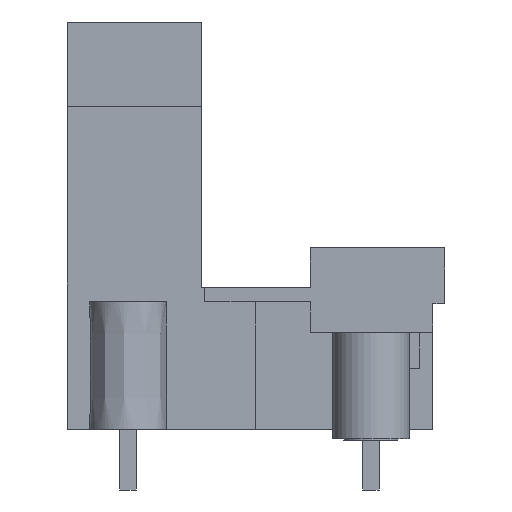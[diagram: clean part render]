
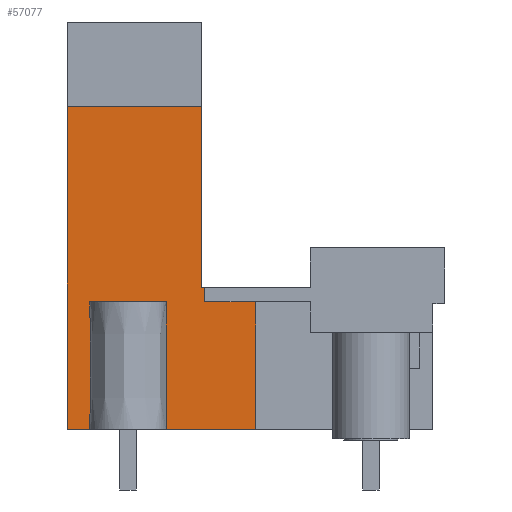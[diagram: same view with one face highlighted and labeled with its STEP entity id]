
A CAD part, left-side view. The second image highlights one B-rep face of the part: STEP entity #57077.
In plain terms, the highlighted planar face has unit normal (-1, 0, 0).
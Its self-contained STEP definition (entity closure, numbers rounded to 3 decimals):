
#57050=AXIS2_PLACEMENT_3D('Plane Axis2P3D',#57047,#57048,#57049) ;
#7667=CARTESIAN_POINT('Vertex',(3.84,15.24,24.06)) ;
#7670=CARTESIAN_POINT('Line Origine',(3.84,15.24,18.38)) ;
#7674=CARTESIAN_POINT('Vertex',(3.84,15.24,12.7)) ;
#8827=CARTESIAN_POINT('Line Origine',(3.84,15.84,24.06)) ;
#8831=CARTESIAN_POINT('Vertex',(3.84,16.44,24.06)) ;
#8838=CARTESIAN_POINT('Vertex',(3.84,23.67,24.06)) ;
#8841=CARTESIAN_POINT('Line Origine',(3.84,20.055,24.06)) ;
#9097=CARTESIAN_POINT('Line Origine',(3.84,15.14,12.7)) ;
#9101=CARTESIAN_POINT('Vertex',(3.84,15.04,12.7)) ;
#9573=CARTESIAN_POINT('Vertex',(3.84,21.887,3.8)) ;
#9599=CARTESIAN_POINT('Vertex',(3.84,21.887,11.8)) ;
#9602=CARTESIAN_POINT('Line Origine',(3.84,21.887,3.8)) ;
#9631=CARTESIAN_POINT('Vertex',(3.84,17.853,3.8)) ;
#9634=CARTESIAN_POINT('Line Origine',(3.84,17.853,3.8)) ;
#9638=CARTESIAN_POINT('Vertex',(3.84,17.853,11.8)) ;
#9665=CARTESIAN_POINT('Vertex',(3.84,11.84,3.8)) ;
#9681=CARTESIAN_POINT('Vertex',(3.84,11.84,11.8)) ;
#9684=CARTESIAN_POINT('Line Origine',(3.84,11.84,7.8)) ;
#11357=CARTESIAN_POINT('Line Origine',(3.84,19.87,11.8)) ;
#11391=CARTESIAN_POINT('Vertex',(3.84,15.04,11.8)) ;
#11394=CARTESIAN_POINT('Line Origine',(3.84,13.44,11.8)) ;
#11418=CARTESIAN_POINT('Line Origine',(3.84,15.04,12.25)) ;
#55363=CARTESIAN_POINT('Vertex',(3.84,23.67,3.8)) ;
#55366=CARTESIAN_POINT('Line Origine',(3.84,23.67,13.93)) ;
#57047=CARTESIAN_POINT('Axis2P3D Location',(3.84,23.67,3.2)) ;
#57052=CARTESIAN_POINT('Line Origine',(3.84,22.779,3.8)) ;
#57057=CARTESIAN_POINT('Line Origine',(3.84,14.846,3.8)) ;
#7671=DIRECTION('Vector Direction',(0.,0.,1.)) ;
#8828=DIRECTION('Vector Direction',(0.,-1.,0.)) ;
#8842=DIRECTION('Vector Direction',(0.,1.,0.)) ;
#9098=DIRECTION('Vector Direction',(0.,-1.,0.)) ;
#9603=DIRECTION('Vector Direction',(0.,0.,1.)) ;
#9635=DIRECTION('Vector Direction',(0.,0.,1.)) ;
#9685=DIRECTION('Vector Direction',(0.,0.,1.)) ;
#11358=DIRECTION('Vector Direction',(0.,1.,0.)) ;
#11395=DIRECTION('Vector Direction',(0.,1.,0.)) ;
#11419=DIRECTION('Vector Direction',(0.,0.,-1.)) ;
#55367=DIRECTION('Vector Direction',(0.,0.,1.)) ;
#57048=DIRECTION('Axis2P3D Direction',(-1.,0.,0.)) ;
#57049=DIRECTION('Axis2P3D XDirection',(0.,-1.,0.)) ;
#57053=DIRECTION('Vector Direction',(0.,1.,0.)) ;
#57058=DIRECTION('Vector Direction',(0.,-1.,0.)) ;
#7672=VECTOR('Line Direction',#7671,1.) ;
#8829=VECTOR('Line Direction',#8828,1.) ;
#8843=VECTOR('Line Direction',#8842,1.) ;
#9099=VECTOR('Line Direction',#9098,1.) ;
#9604=VECTOR('Line Direction',#9603,1.) ;
#9636=VECTOR('Line Direction',#9635,1.) ;
#9686=VECTOR('Line Direction',#9685,1.) ;
#11359=VECTOR('Line Direction',#11358,1.) ;
#11396=VECTOR('Line Direction',#11395,1.) ;
#11420=VECTOR('Line Direction',#11419,1.) ;
#55368=VECTOR('Line Direction',#55367,1.) ;
#57054=VECTOR('Line Direction',#57053,1.) ;
#57059=VECTOR('Line Direction',#57058,1.) ;
#57063=ORIENTED_EDGE('',*,*,#8845,.T.) ;
#57064=ORIENTED_EDGE('',*,*,#55370,.T.) ;
#57065=ORIENTED_EDGE('',*,*,#57056,.F.) ;
#57066=ORIENTED_EDGE('',*,*,#9606,.T.) ;
#57067=ORIENTED_EDGE('',*,*,#11361,.F.) ;
#57068=ORIENTED_EDGE('',*,*,#9640,.F.) ;
#57069=ORIENTED_EDGE('',*,*,#57061,.T.) ;
#57070=ORIENTED_EDGE('',*,*,#9688,.T.) ;
#57071=ORIENTED_EDGE('',*,*,#11398,.T.) ;
#57072=ORIENTED_EDGE('',*,*,#11422,.F.) ;
#57073=ORIENTED_EDGE('',*,*,#9103,.F.) ;
#57074=ORIENTED_EDGE('',*,*,#7676,.T.) ;
#57075=ORIENTED_EDGE('',*,*,#8833,.T.) ;
#57077=ADVANCED_FACE('HOUSING',(#57076),#57051,.T.) ;
#7676=EDGE_CURVE('',#7675,#7668,#7673,.T.) ;
#8833=EDGE_CURVE('',#7668,#8832,#8830,.F.) ;
#8845=EDGE_CURVE('',#8832,#8839,#8844,.T.) ;
#9103=EDGE_CURVE('',#7675,#9102,#9100,.T.) ;
#9606=EDGE_CURVE('',#9574,#9600,#9605,.T.) ;
#9640=EDGE_CURVE('',#9632,#9639,#9637,.T.) ;
#9688=EDGE_CURVE('',#9666,#9682,#9687,.T.) ;
#11361=EDGE_CURVE('',#9639,#9600,#11360,.T.) ;
#11398=EDGE_CURVE('',#9682,#11392,#11397,.T.) ;
#11422=EDGE_CURVE('',#9102,#11392,#11421,.T.) ;
#55370=EDGE_CURVE('',#8839,#55364,#55369,.F.) ;
#57056=EDGE_CURVE('',#9574,#55364,#57055,.T.) ;
#57061=EDGE_CURVE('',#9632,#9666,#57060,.T.) ;
#57062=EDGE_LOOP('',(#57063,#57064,#57065,#57066,#57067,#57068,#57069,#57070,#57071,#57072,#57073,#57074,#57075)) ;
#57076=FACE_OUTER_BOUND('',#57062,.T.) ;
#7673=LINE('Line',#7670,#7672) ;
#8830=LINE('Line',#8827,#8829) ;
#8844=LINE('Line',#8841,#8843) ;
#9100=LINE('Line',#9097,#9099) ;
#9605=LINE('Line',#9602,#9604) ;
#9637=LINE('Line',#9634,#9636) ;
#9687=LINE('Line',#9684,#9686) ;
#11360=LINE('Line',#11357,#11359) ;
#11397=LINE('Line',#11394,#11396) ;
#11421=LINE('Line',#11418,#11420) ;
#55369=LINE('Line',#55366,#55368) ;
#57055=LINE('Line',#57052,#57054) ;
#57060=LINE('Line',#57057,#57059) ;
#57051=PLANE('',#57050) ;
#7668=VERTEX_POINT('',#7667) ;
#7675=VERTEX_POINT('',#7674) ;
#8832=VERTEX_POINT('',#8831) ;
#8839=VERTEX_POINT('',#8838) ;
#9102=VERTEX_POINT('',#9101) ;
#9574=VERTEX_POINT('',#9573) ;
#9600=VERTEX_POINT('',#9599) ;
#9632=VERTEX_POINT('',#9631) ;
#9639=VERTEX_POINT('',#9638) ;
#9666=VERTEX_POINT('',#9665) ;
#9682=VERTEX_POINT('',#9681) ;
#11392=VERTEX_POINT('',#11391) ;
#55364=VERTEX_POINT('',#55363) ;
